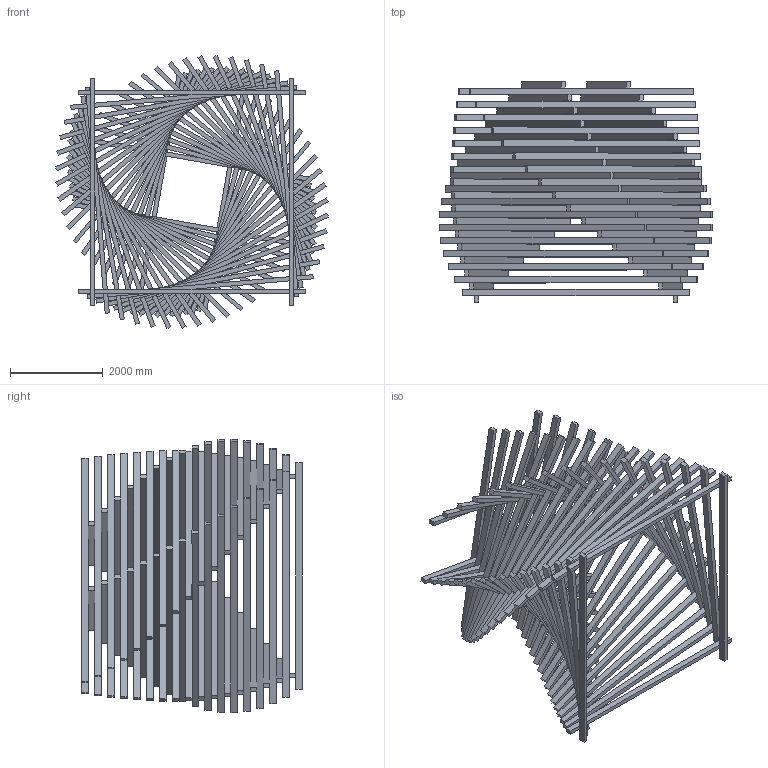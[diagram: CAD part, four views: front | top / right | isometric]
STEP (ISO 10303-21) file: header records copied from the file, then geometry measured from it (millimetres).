
FILE_DESCRIPTION (( 'STEP AP203' ), '1' );
FILE_NAME ('Penumbra Assembly Dissolved As Part.STEP', '2024-05-19T19:39:50', ( '' ), ( '' ), 'SwSTEP 2.0', 'SolidWorks 2023', '' );
FILE_SCHEMA (( 'CONFIG_CONTROL_DESIGN' ));
Length unit declared in the file: inch
Products named in the file (1): Penumbra Assembly Dissolved As Part
Bounding box: 5885.14 x 4749.8 x 5885.14 mm (x, y, z)
Volume: 4118528021 mm3; surface area: 153306790.2 mm2
Topology: 68 solids, 68 shells, 408 faces, 816 edges, 544 vertices
Faces by surface type: plane 408
Entity records: 10285 total; most frequent: CARTESIAN_POINT 1769, DIRECTION 1634, ORIENTED_EDGE 1632, EDGE_CURVE 816, VECTOR 816, LINE 816, VERTEX_POINT 544, AXIS2_PLACEMENT_3D 409
